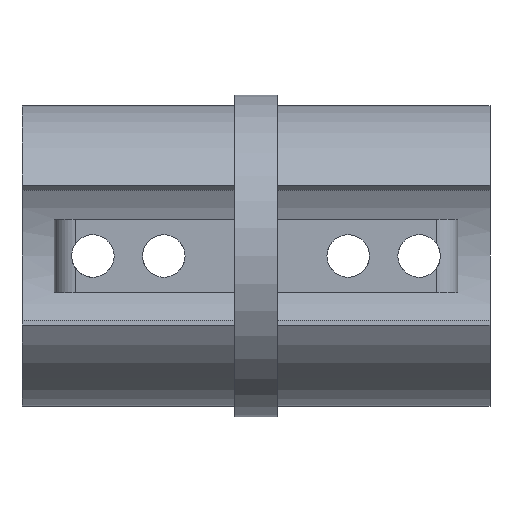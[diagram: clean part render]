
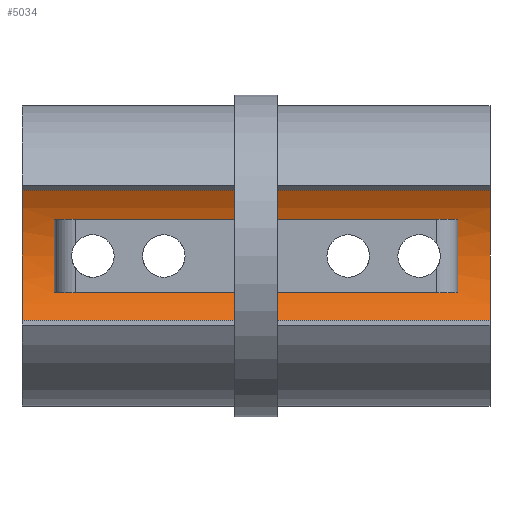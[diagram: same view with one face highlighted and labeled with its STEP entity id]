
A CAD part, front view. The second image highlights one B-rep face of the part: STEP entity #5034.
In plain terms, the highlighted cylindrical face has radius 19.7 mm (diameter 39.4 mm), a partial arc.
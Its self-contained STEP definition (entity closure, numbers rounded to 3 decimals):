
#45 = VERTEX_POINT ( 'NONE', #1726 ) ;
#122 = AXIS2_PLACEMENT_3D ( 'NONE', #6538, #6428, #272 ) ;
#159 = DIRECTION ( 'NONE',  ( 0., 0., 1. ) ) ;
#272 = DIRECTION ( 'NONE',  ( 0., 0., 1. ) ) ;
#285 = CARTESIAN_POINT ( 'NONE',  ( -28.435, 0., 0. ) ) ;
#297 = DIRECTION ( 'NONE',  ( -1., 0., 0. ) ) ;
#302 = CYLINDRICAL_SURFACE ( 'NONE', #956, 19.7 ) ;
#538 = CARTESIAN_POINT ( 'NONE',  ( 28.435, 18.996, 5.218 ) ) ;
#791 = DIRECTION ( 'NONE',  ( -1., 0., 0. ) ) ;
#807 = DIRECTION ( 'NONE',  ( 1., 0., 0. ) ) ;
#823 = CARTESIAN_POINT ( 'NONE',  ( 33., 0., 19.7 ) ) ;
#956 = AXIS2_PLACEMENT_3D ( 'NONE', #2004, #6084, #6638 ) ;
#962 = CARTESIAN_POINT ( 'NONE',  ( -33., 0., -19.7 ) ) ;
#1072 = VECTOR ( 'NONE', #807, 1000. ) ;
#1186 = CIRCLE ( 'NONE', #5227, 19.7 ) ;
#1204 = ORIENTED_EDGE ( 'NONE', *, *, #6361, .T. ) ;
#1387 = CARTESIAN_POINT ( 'NONE',  ( -28.435, 18.996, 5.218 ) ) ;
#1661 = AXIS2_PLACEMENT_3D ( 'NONE', #3118, #297, #2975 ) ;
#1726 = CARTESIAN_POINT ( 'NONE',  ( 28.435, 18.996, -5.218 ) ) ;
#1952 = DIRECTION ( 'NONE',  ( 0., 0., -1. ) ) ;
#2004 = CARTESIAN_POINT ( 'NONE',  ( 33., 0., 0. ) ) ;
#2045 = CARTESIAN_POINT ( 'NONE',  ( 33., 0., -19.7 ) ) ;
#2155 = LINE ( 'NONE', #6038, #5477 ) ;
#2232 = ORIENTED_EDGE ( 'NONE', *, *, #7023, .F. ) ;
#2283 = EDGE_CURVE ( 'NONE', #5003, #5117, #1186, .T. ) ;
#2334 = EDGE_CURVE ( 'NONE', #5003, #2462, #4099, .T. ) ;
#2462 = VERTEX_POINT ( 'NONE', #4173 ) ;
#2518 = DIRECTION ( 'NONE',  ( 1., 0., 0. ) ) ;
#2569 = FACE_OUTER_BOUND ( 'NONE', #3762, .T. ) ;
#2768 = VERTEX_POINT ( 'NONE', #5401 ) ;
#2975 = DIRECTION ( 'NONE',  ( 0., 0., 1. ) ) ;
#2984 = CARTESIAN_POINT ( 'NONE',  ( 33., 0., -19.7 ) ) ;
#3118 = CARTESIAN_POINT ( 'NONE',  ( -33., 0., 0. ) ) ;
#3123 = FACE_BOUND ( 'NONE', #5701, .T. ) ;
#3144 = EDGE_CURVE ( 'NONE', #7180, #6839, #6589, .T. ) ;
#3198 = EDGE_CURVE ( 'NONE', #2768, #7180, #5591, .T. ) ;
#3225 = ORIENTED_EDGE ( 'NONE', *, *, #6977, .T. ) ;
#3558 = CIRCLE ( 'NONE', #1661, 19.7 ) ;
#3609 = DIRECTION ( 'NONE',  ( -1., 0., 0. ) ) ;
#3651 = LINE ( 'NONE', #2984, #6314 ) ;
#3762 = EDGE_LOOP ( 'NONE', ( #2232, #4698, #4728, #1204 ) ) ;
#3984 = ORIENTED_EDGE ( 'NONE', *, *, #3198, .T. ) ;
#4099 = LINE ( 'NONE', #823, #5825 ) ;
#4173 = CARTESIAN_POINT ( 'NONE',  ( -33., 0., 19.7 ) ) ;
#4318 = ORIENTED_EDGE ( 'NONE', *, *, #6719, .T. ) ;
#4559 = VERTEX_POINT ( 'NONE', #962 ) ;
#4698 = ORIENTED_EDGE ( 'NONE', *, *, #2283, .F. ) ;
#4728 = ORIENTED_EDGE ( 'NONE', *, *, #2334, .T. ) ;
#4758 = CIRCLE ( 'NONE', #122, 19.7 ) ;
#4882 = CARTESIAN_POINT ( 'NONE',  ( 33., 0., 19.7 ) ) ;
#5003 = VERTEX_POINT ( 'NONE', #4882 ) ;
#5034 = ADVANCED_FACE ( 'NONE', ( #2569, #3123 ), #302, .F. ) ;
#5117 = VERTEX_POINT ( 'NONE', #2045 ) ;
#5227 = AXIS2_PLACEMENT_3D ( 'NONE', #6940, #3609, #159 ) ;
#5401 = CARTESIAN_POINT ( 'NONE',  ( -28.435, 18.996, -5.218 ) ) ;
#5477 = VECTOR ( 'NONE', #7303, 1000. ) ;
#5591 = CIRCLE ( 'NONE', #7015, 19.7 ) ;
#5701 = EDGE_LOOP ( 'NONE', ( #3225, #4318, #3984, #5929 ) ) ;
#5825 = VECTOR ( 'NONE', #791, 1000. ) ;
#5912 = CARTESIAN_POINT ( 'NONE',  ( 33., 18.996, 5.218 ) ) ;
#5929 = ORIENTED_EDGE ( 'NONE', *, *, #3144, .T. ) ;
#6038 = CARTESIAN_POINT ( 'NONE',  ( 33., 18.996, -5.218 ) ) ;
#6084 = DIRECTION ( 'NONE',  ( -1., 0., 0. ) ) ;
#6314 = VECTOR ( 'NONE', #7050, 1000. ) ;
#6361 = EDGE_CURVE ( 'NONE', #2462, #4559, #3558, .T. ) ;
#6428 = DIRECTION ( 'NONE',  ( -1., 0., 0. ) ) ;
#6538 = CARTESIAN_POINT ( 'NONE',  ( 28.435, 0., 0. ) ) ;
#6589 = LINE ( 'NONE', #5912, #1072 ) ;
#6638 = DIRECTION ( 'NONE',  ( 0., 0., 1. ) ) ;
#6719 = EDGE_CURVE ( 'NONE', #45, #2768, #2155, .T. ) ;
#6839 = VERTEX_POINT ( 'NONE', #538 ) ;
#6940 = CARTESIAN_POINT ( 'NONE',  ( 33., 0., 0. ) ) ;
#6977 = EDGE_CURVE ( 'NONE', #6839, #45, #4758, .T. ) ;
#7015 = AXIS2_PLACEMENT_3D ( 'NONE', #285, #2518, #1952 ) ;
#7023 = EDGE_CURVE ( 'NONE', #5117, #4559, #3651, .T. ) ;
#7050 = DIRECTION ( 'NONE',  ( -1., 0., 0. ) ) ;
#7180 = VERTEX_POINT ( 'NONE', #1387 ) ;
#7303 = DIRECTION ( 'NONE',  ( -1., 0., 0. ) ) ;
